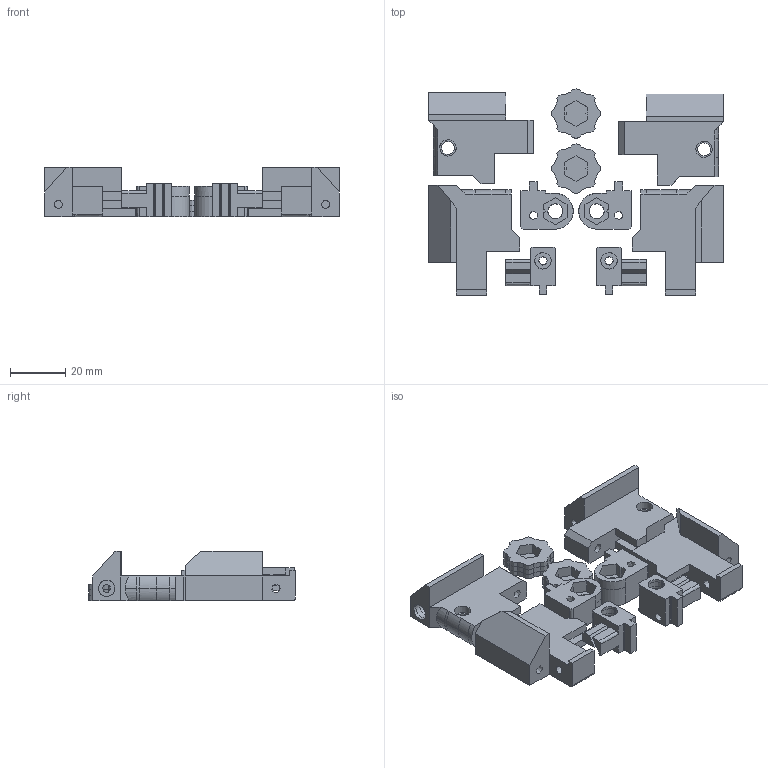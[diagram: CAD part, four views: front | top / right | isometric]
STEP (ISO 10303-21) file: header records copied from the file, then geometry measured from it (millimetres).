
FILE_DESCRIPTION(('CAx-IF Rec.Pracs.---Model Styling and Organization---1.5---2016-08-15','CAx-IF Rec.Pracs.---Geometric and Assembly Validation Properties---4.4---2016-08-17', 'CAx-IF Rec.Pracs.---User Defined Attributes---1.5---2016-08-15', 'CAx-IF Rec.Pracs.---External References---2.1---2005-01-19'),'2;1' );
FILE_NAME('bed_holder_print_1p3.stp','2019-04-14T15:06:55',( 'Unspecified'),('Unspecified'), 'CAD Exchanger 3.5.3 (cadexchanger.com)','Unspecified','');
FILE_SCHEMA(('AUTOMOTIVE_DESIGN { 1 0 10303 214 1 1 1 1 }'));
Length unit declared in the file: millimetre
Products named in the file (10): unnamed
Bounding box: 107 x 75 x 18 mm (x, y, z)
Volume: 45157.4 mm3; surface area: 24206.8 mm2
Topology: 10 solids, 10 shells, 546 faces, 1380 edges, 870 vertices
Faces by surface type: bspline 526, plane 18, revolution 2
Entity records: 42863 total; most frequent: CARTESIAN_POINT 24974, B_SPLINE_CURVE_WITH_KNOTS 3507, ORIENTED_EDGE 2760, PCURVE 2760, DEFINITIONAL_REPRESENTATION 2760, EDGE_CURVE 1380, SURFACE_CURVE 1334, VERTEX_POINT 870
